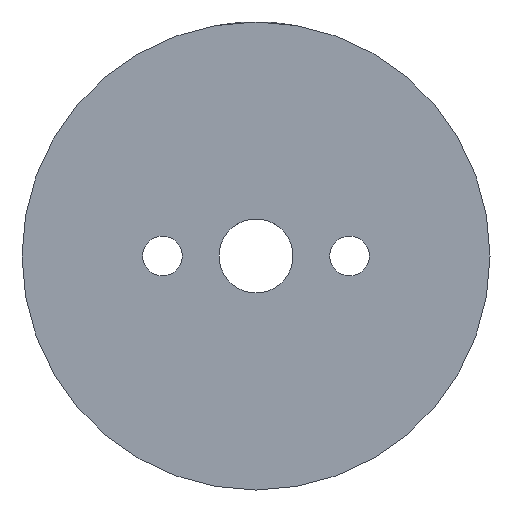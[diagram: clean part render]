
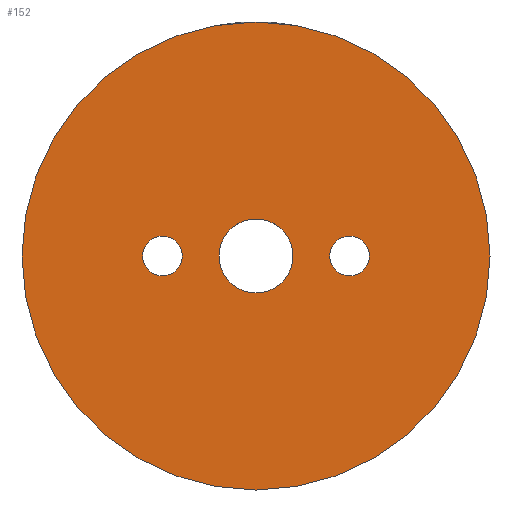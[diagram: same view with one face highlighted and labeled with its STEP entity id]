
A CAD part, front view. The second image highlights one B-rep face of the part: STEP entity #152.
In plain terms, the highlighted planar face has unit normal (0, -1, 0).
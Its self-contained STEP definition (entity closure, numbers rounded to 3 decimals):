
#19=FACE_BOUND('',#48,.T.);
#20=FACE_BOUND('',#49,.T.);
#21=FACE_BOUND('',#50,.T.);
#27=CIRCLE('',#175,25.);
#28=CIRCLE('',#176,3.95);
#29=CIRCLE('',#177,2.117);
#30=CIRCLE('',#178,2.117);
#37=PLANE('',#174);
#40=FACE_OUTER_BOUND('',#47,.T.);
#47=EDGE_LOOP('',(#114));
#48=EDGE_LOOP('',(#115));
#49=EDGE_LOOP('',(#116));
#50=EDGE_LOOP('',(#117));
#79=VERTEX_POINT('',#317);
#80=VERTEX_POINT('',#319);
#81=VERTEX_POINT('',#321);
#82=VERTEX_POINT('',#323);
#94=EDGE_CURVE('',#79,#79,#27,.T.);
#95=EDGE_CURVE('',#80,#80,#28,.T.);
#96=EDGE_CURVE('',#81,#81,#29,.T.);
#97=EDGE_CURVE('',#82,#82,#30,.T.);
#114=ORIENTED_EDGE('',*,*,#94,.T.);
#115=ORIENTED_EDGE('',*,*,#95,.T.);
#116=ORIENTED_EDGE('',*,*,#96,.T.);
#117=ORIENTED_EDGE('',*,*,#97,.T.);
#152=ADVANCED_FACE('',(#40,#19,#20,#21),#37,.F.);
#174=AXIS2_PLACEMENT_3D('',#316,#198,#199);
#175=AXIS2_PLACEMENT_3D('',#318,#200,#201);
#176=AXIS2_PLACEMENT_3D('',#320,#202,#203);
#177=AXIS2_PLACEMENT_3D('',#322,#204,#205);
#178=AXIS2_PLACEMENT_3D('',#324,#206,#207);
#198=DIRECTION('center_axis',(0.,1.,0.));
#199=DIRECTION('ref_axis',(1.,0.,0.));
#200=DIRECTION('center_axis',(0.,-1.,0.));
#201=DIRECTION('ref_axis',(1.,0.,0.));
#202=DIRECTION('center_axis',(0.,1.,0.));
#203=DIRECTION('ref_axis',(1.,0.,0.));
#204=DIRECTION('center_axis',(0.,1.,0.));
#205=DIRECTION('ref_axis',(1.,0.,0.));
#206=DIRECTION('center_axis',(0.,1.,0.));
#207=DIRECTION('ref_axis',(1.,0.,0.));
#316=CARTESIAN_POINT('Origin',(0.,2.,0.));
#317=CARTESIAN_POINT('',(-25.,2.,0.));
#318=CARTESIAN_POINT('Origin',(0.,2.,0.));
#319=CARTESIAN_POINT('',(-3.95,2.,0.));
#320=CARTESIAN_POINT('Origin',(0.,2.,0.));
#321=CARTESIAN_POINT('',(-12.117,2.,0.));
#322=CARTESIAN_POINT('Origin',(-10.,2.,0.));
#323=CARTESIAN_POINT('',(7.883,2.,0.));
#324=CARTESIAN_POINT('Origin',(10.,2.,0.));
